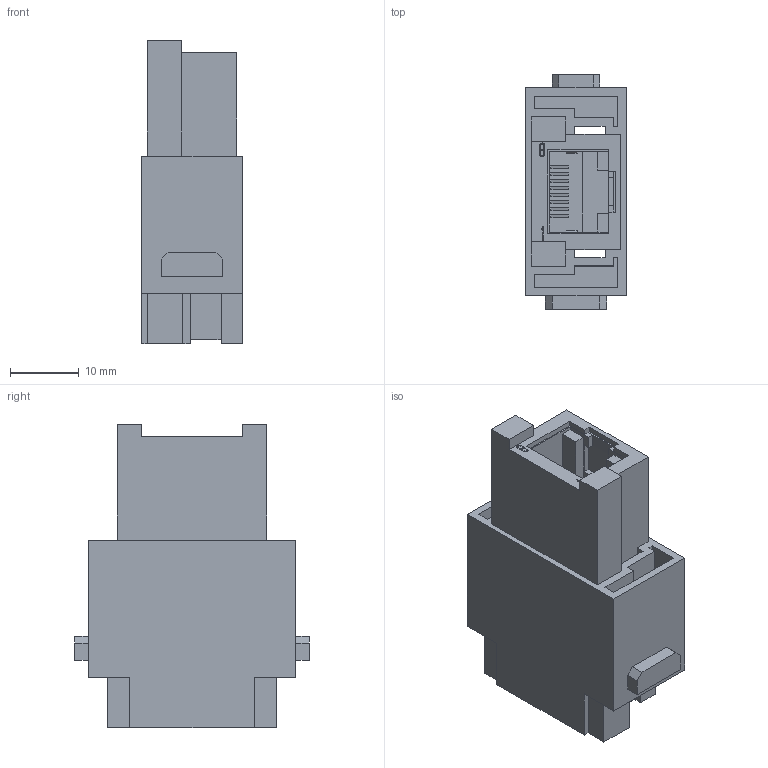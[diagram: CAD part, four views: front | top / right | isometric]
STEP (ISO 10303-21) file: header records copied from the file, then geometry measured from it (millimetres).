
FILE_DESCRIPTION(/* description */ (''),/* implementation_level */ '2;1');
FILE_NAME(/* name */ '100212145ugm000_c.stp',/* time_stamp */ '2019-05-03T08:37:19+02:00',/* author */ (''),/* organization */ (''),/* preprocessor_version */ 'ST-DEVELOPER v16.7',/* originating_system */ 'SIEMENS PLM Software NX 12.0',/* authorisation */ '');
FILE_SCHEMA (('AUTOMOTIVE_DESIGN { 1 0 10303 214 3 1 1 1 }'));
Length unit declared in the file: millimetre
Products named in the file (1): 100212145ugm000_c
Bounding box: 14.65 x 34.2 x 44.25 mm (x, y, z)
Volume: 11262 mm3; surface area: 7367.1 mm2
Topology: 1 solids, 1 shells, 437 faces, 1307 edges, 983 vertices
Faces by surface type: plane 391, cylinder 40, revolution 4, extrusion 2
Full cylindrical faces by diameter (mm): 0.683 x1, 0.807 x1
Entity records: 17741 total; most frequent: CARTESIAN_POINT 2720, ORIENTED_EDGE 2436, DIRECTION 2265, EDGE_CURVE 1218, VECTOR 1201, LINE 1199, VERTEX_POINT 810, AXIS2_PLACEMENT_3D 530
